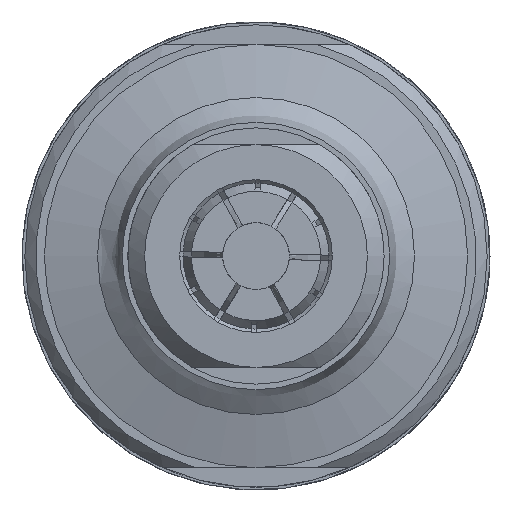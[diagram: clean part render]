
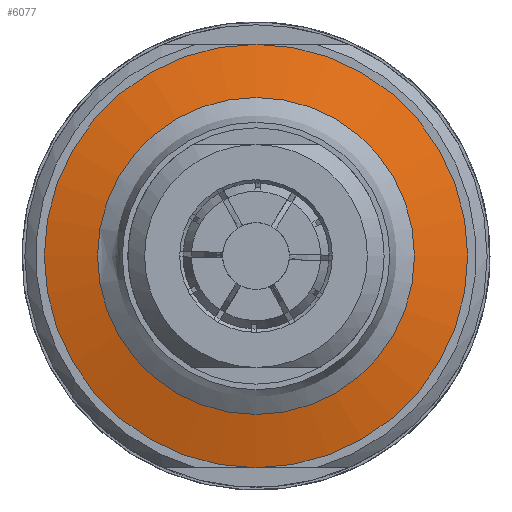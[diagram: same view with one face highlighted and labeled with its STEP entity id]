
A CAD part, left-side view. The second image highlights one B-rep face of the part: STEP entity #6077.
In plain terms, the highlighted conical face has half-angle 75 degrees and reference radius 16.612 mm.
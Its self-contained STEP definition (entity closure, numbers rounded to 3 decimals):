
#6043=CARTESIAN_POINT('',(-91.78,14.224,0.));
#6044=VERTEX_POINT('',#6043);
#6045=CARTESIAN_POINT('',(-91.78,0.,0.));
#6046=DIRECTION('',(1.0,0.0,0.0));
#6047=DIRECTION('',(0.0,1.0,0.0));
#6048=AXIS2_PLACEMENT_3D('',#6045,#6046,#6047);
#6049=CIRCLE('',#6048,14.224);
#6050=EDGE_CURVE('',#6044,#6044,#6049,.T.);
#6058=CARTESIAN_POINT('',(-91.14,0.,0.));
#6059=DIRECTION('',(1.0,0.,0.));
#6060=DIRECTION('',(0.0,1.0,0.0));
#6061=AXIS2_PLACEMENT_3D('',#6058,#6059,#6060);
#6062=CONICAL_SURFACE('',#6061,16.612,75.);
#6063=CARTESIAN_POINT('',(-90.5,19.0,0.));
#6064=VERTEX_POINT('',#6063);
#6065=CARTESIAN_POINT('',(-90.5,0.,0.));
#6066=DIRECTION('',(1.0,0.0,0.0));
#6067=DIRECTION('',(0.0,1.0,0.0));
#6068=AXIS2_PLACEMENT_3D('',#6065,#6066,#6067);
#6069=CIRCLE('',#6068,19.0);
#6070=EDGE_CURVE('',#6064,#6064,#6069,.T.);
#6071=ORIENTED_EDGE('',*,*,#6070,.F.);
#6072=EDGE_LOOP('',(#6071));
#6073=FACE_OUTER_BOUND('',#6072,.T.);
#6074=ORIENTED_EDGE('',*,*,#6050,.T.);
#6075=EDGE_LOOP('',(#6074));
#6076=FACE_BOUND('',#6075,.T.);
#6077=ADVANCED_FACE('',(#6073,#6076),#6062,.T.);
